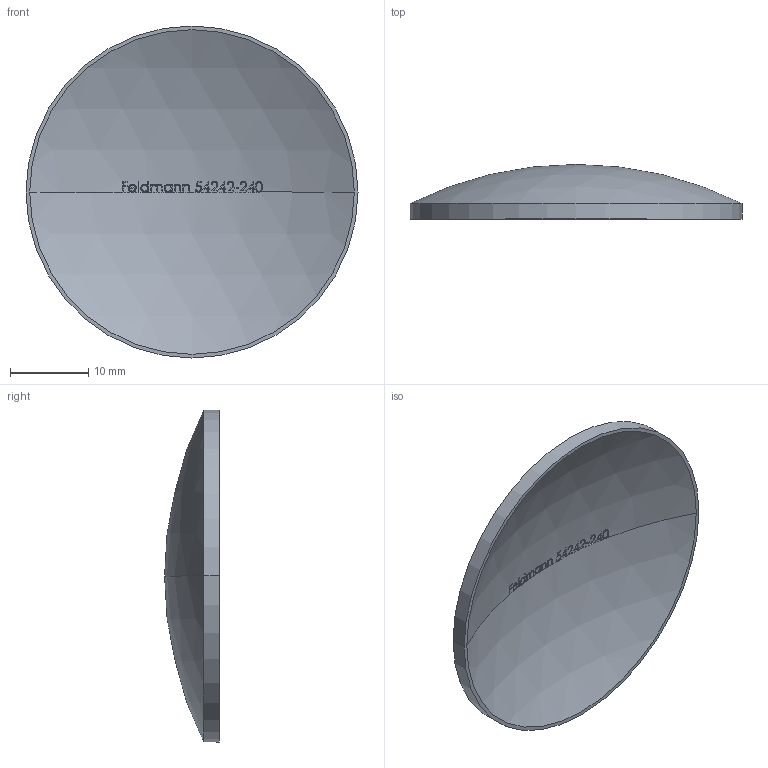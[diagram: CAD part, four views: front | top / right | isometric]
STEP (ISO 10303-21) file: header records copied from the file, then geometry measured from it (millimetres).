
FILE_DESCRIPTION (( 'STEP AP203' ), '1' );
FILE_NAME ('54242-240.step', '2018-12-11T12:11:03', ( '' ), ( '' ), 'SwSTEP 2.0', 'SolidWorks 2015', '' );
FILE_SCHEMA (( 'CONFIG_CONTROL_DESIGN' ));
Length unit declared in the file: millimetre
Products named in the file (1): 54242-240
Bounding box: 42.4 x 7 x 42.4 mm (x, y, z)
Volume: 2980.4 mm3; surface area: 3257.1 mm2
Topology: 1 solids, 1 shells, 246 faces, 671 edges, 436 vertices
Faces by surface type: plane 122, bspline 83, sphere 39, cylinder 2
Entity records: 12234 total; most frequent: CARTESIAN_POINT 6350, ORIENTED_EDGE 1342, DIRECTION 1052, EDGE_CURVE 671, VERTEX_POINT 436, AXIS2_PLACEMENT_3D 423, CIRCLE 259, EDGE_LOOP 255
